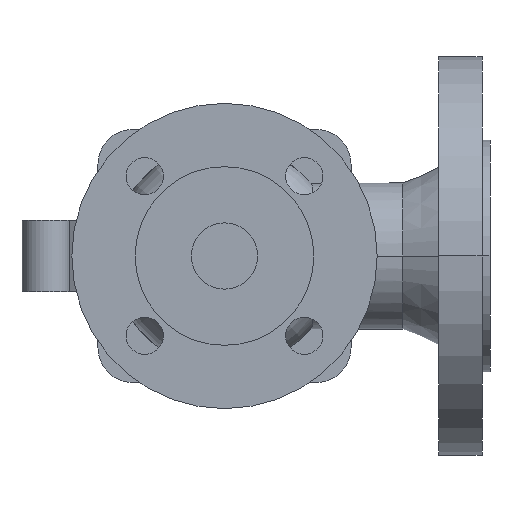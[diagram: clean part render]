
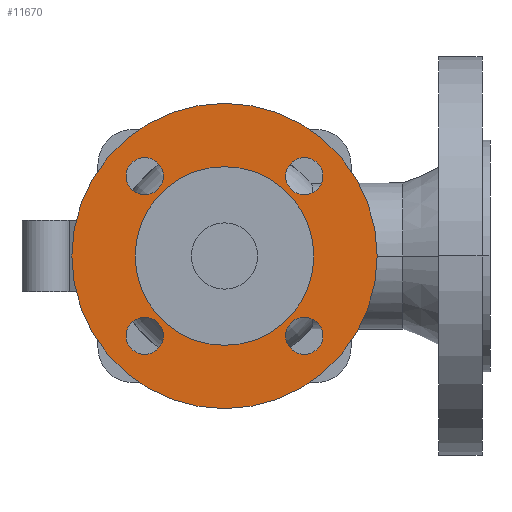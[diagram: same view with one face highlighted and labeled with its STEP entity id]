
A CAD part, front view. The second image highlights one B-rep face of the part: STEP entity #11670.
In plain terms, the highlighted planar face has unit normal (0, -1, 0).
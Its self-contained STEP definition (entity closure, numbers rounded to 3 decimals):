
#2000=CARTESIAN_POINT('',(-33.65,2.,0.));
#2010=VERTEX_POINT('',#2000);
#2170=CARTESIAN_POINT('',(33.65,2.,0.));
#2180=VERTEX_POINT('',#2170);
#2210=CARTESIAN_POINT('',(0.,2.,0.));
#2220=DIRECTION('',(0.,-1.,-0.));
#2230=DIRECTION('',(-1.,0.,0.));
#2240=AXIS2_PLACEMENT_3D('',#2210,#2220,#2230);
#2250=CIRCLE('',#2240,33.65);
#2260=EDGE_CURVE('',#2010,#2180,#2250,.T.);
#2400=CARTESIAN_POINT('',(-57.5,2.,0.));
#2410=VERTEX_POINT('',#2400);
#2460=CARTESIAN_POINT('',(0.,2.,0.));
#2470=DIRECTION('',(0.,-1.,-0.));
#2480=DIRECTION('',(-1.,0.,0.));
#2490=AXIS2_PLACEMENT_3D('',#2460,#2470,#2480);
#2500=CIRCLE('',#2490,57.5);
#2510=CARTESIAN_POINT('',(57.5,2.,0.));
#2520=VERTEX_POINT('',#2510);
#2530=EDGE_CURVE('',#2410,#2520,#2500,.T.);
#5680=CARTESIAN_POINT('',(-37.052,2.,-30.052));
#5690=VERTEX_POINT('',#5680);
#5720=CARTESIAN_POINT('',(-30.052,2.,-30.052));
#5730=DIRECTION('',(0.,1.,0.));
#5740=DIRECTION('',(-1.,0.,0.));
#5750=AXIS2_PLACEMENT_3D('',#5720,#5730,#5740);
#5760=CIRCLE('',#5750,7.);
#5770=CARTESIAN_POINT('',(-23.052,2.,-30.052));
#5780=VERTEX_POINT('',#5770);
#5790=EDGE_CURVE('',#5690,#5780,#5760,.T.);
#6100=CARTESIAN_POINT('',(-37.052,2.,30.052));
#6110=VERTEX_POINT('',#6100);
#6270=CARTESIAN_POINT('',(-23.052,2.,30.052));
#6280=VERTEX_POINT('',#6270);
#6310=CARTESIAN_POINT('',(-30.052,2.,30.052));
#6320=DIRECTION('',(0.,1.,0.));
#6330=DIRECTION('',(-1.,0.,0.));
#6340=AXIS2_PLACEMENT_3D('',#6310,#6320,#6330);
#6350=CIRCLE('',#6340,7.);
#6360=EDGE_CURVE('',#6280,#6110,#6350,.T.);
#6520=CARTESIAN_POINT('',(37.052,2.,30.052));
#6530=VERTEX_POINT('',#6520);
#6690=CARTESIAN_POINT('',(23.052,2.,30.052));
#6700=VERTEX_POINT('',#6690);
#6730=CARTESIAN_POINT('',(30.052,2.,30.052));
#6740=DIRECTION('',(0.,1.,0.));
#6750=DIRECTION('',(-1.,0.,0.));
#6760=AXIS2_PLACEMENT_3D('',#6730,#6740,#6750);
#6770=CIRCLE('',#6760,7.);
#6780=EDGE_CURVE('',#6700,#6530,#6770,.T.);
#6940=CARTESIAN_POINT('',(37.052,2.,-30.052));
#6950=VERTEX_POINT('',#6940);
#7110=CARTESIAN_POINT('',(23.052,2.,-30.052));
#7120=VERTEX_POINT('',#7110);
#7150=CARTESIAN_POINT('',(30.052,2.,-30.052));
#7160=DIRECTION('',(0.,1.,0.));
#7170=DIRECTION('',(-1.,0.,0.));
#7180=AXIS2_PLACEMENT_3D('',#7150,#7160,#7170);
#7190=CIRCLE('',#7180,7.);
#7200=EDGE_CURVE('',#7120,#6950,#7190,.T.);
#11320=CARTESIAN_POINT('',(-45.575,2.,0.));
#11330=DIRECTION('',(0.,-1.,-0.));
#11340=DIRECTION('',(-1.,0.,0.));
#11350=AXIS2_PLACEMENT_3D('',#11320,#11330,#11340);
#11360=PLANE('',#11350);
#11370=EDGE_CURVE('',#6950,#7120,#7190,.T.);
#11380=ORIENTED_EDGE('',*,*,#11370,.T.);
#11390=ORIENTED_EDGE('',*,*,#7200,.T.);
#11400=EDGE_LOOP('',(#11390,#11380));
#11410=FACE_BOUND('',#11400,.T.);
#11420=EDGE_CURVE('',#6530,#6700,#6770,.T.);
#11430=ORIENTED_EDGE('',*,*,#11420,.T.);
#11440=ORIENTED_EDGE('',*,*,#6780,.T.);
#11450=EDGE_LOOP('',(#11440,#11430));
#11460=FACE_BOUND('',#11450,.T.);
#11470=EDGE_CURVE('',#6110,#6280,#6350,.T.);
#11480=ORIENTED_EDGE('',*,*,#11470,.T.);
#11490=ORIENTED_EDGE('',*,*,#6360,.T.);
#11500=EDGE_LOOP('',(#11490,#11480));
#11510=FACE_BOUND('',#11500,.T.);
#11520=ORIENTED_EDGE('',*,*,#5790,.T.);
#11530=EDGE_CURVE('',#5780,#5690,#5760,.T.);
#11540=ORIENTED_EDGE('',*,*,#11530,.T.);
#11550=EDGE_LOOP('',(#11540,#11520));
#11560=FACE_BOUND('',#11550,.T.);
#11570=EDGE_CURVE('',#2180,#2010,#2250,.T.);
#11580=ORIENTED_EDGE('',*,*,#11570,.F.);
#11590=ORIENTED_EDGE('',*,*,#2260,.F.);
#11600=EDGE_LOOP('',(#11590,#11580));
#11610=FACE_BOUND('',#11600,.T.);
#11620=ORIENTED_EDGE('',*,*,#2530,.T.);
#11630=EDGE_CURVE('',#2520,#2410,#2500,.T.);
#11640=ORIENTED_EDGE('',*,*,#11630,.T.);
#11650=EDGE_LOOP('',(#11640,#11620));
#11660=FACE_OUTER_BOUND('',#11650,.T.);
#11670=ADVANCED_FACE('',(#11410,#11460,#11510,#11560,#11610,#11660),
#11360,.T.);
